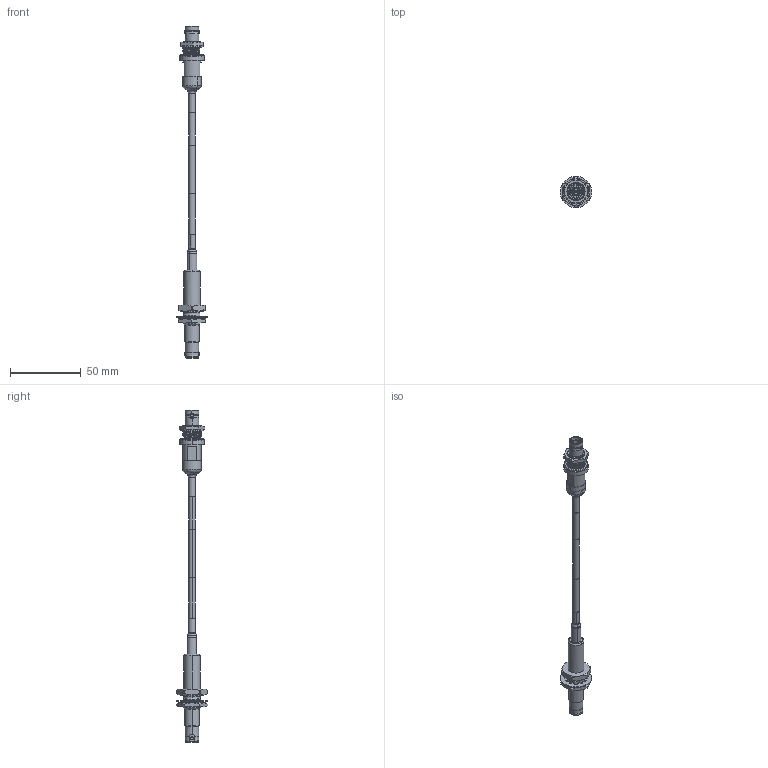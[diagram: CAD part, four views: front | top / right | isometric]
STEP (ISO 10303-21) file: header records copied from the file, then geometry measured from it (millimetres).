
FILE_DESCRIPTION (( 'STEP AP214' ), '1' );
FILE_NAME ('FMCA9790_3D.step', '2025-05-05T22:38:50', ( '' ), ( '' ), 'SwSTEP 2.0', 'SolidWorks 2022', '' );
FILE_SCHEMA (( 'AUTOMOTIVE_DESIGN' ));
Length unit declared in the file: inch
Products named in the file (11): PE45837; RG303／U_5 Inch Length with Lable; Heat Shrink^FMCA9790; FMCN45837; Ferrule^FMCN45837; N8105AS-7; FMCN45909; FMCA9790_3D; BNC8105-5; Heat Shrink^FMCA9790_Config 1; 10KV8501-4
Assembly tree (10 placements, depth 3):
  FMCA9790_3D
    RG303／U_5 Inch Length with Lable
    FMCN45837
      PE45837
      BNC8105-5
      10KV8501-4
      N8105AS-7
      Ferrule^FMCN45837
    FMCN45909
    Heat Shrink^FMCA9790
    Heat Shrink^FMCA9790_Config 1
Bounding box: 22 x 22 x 234.14 mm (x, y, z)
Volume: 13274.6 mm3; surface area: 14500.5 mm2
Topology: 12 solids, 12 shells, 512 faces, 1302 edges, 841 vertices
Faces by surface type: cylinder 192, plane 128, bspline 94, cone 74, torus 24
Entity records: 31908 total; most frequent: CARTESIAN_POINT 19812, ORIENTED_EDGE 2604, DIRECTION 2212, EDGE_CURVE 1302, AXIS2_PLACEMENT_3D 914, VERTEX_POINT 841, EDGE_LOOP 557, ADVANCED_FACE 512
